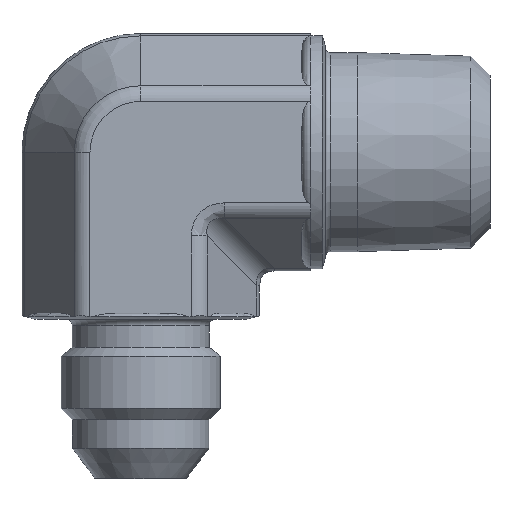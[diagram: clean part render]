
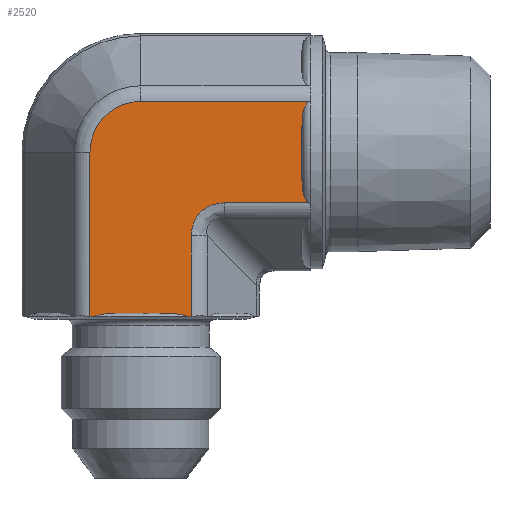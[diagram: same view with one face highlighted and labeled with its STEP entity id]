
A CAD part, left-side view. The second image highlights one B-rep face of the part: STEP entity #2520.
In plain terms, the highlighted planar face has unit normal (-1, 0, 0).
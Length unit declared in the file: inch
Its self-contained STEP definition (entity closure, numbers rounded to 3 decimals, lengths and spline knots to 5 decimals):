
#603=CARTESIAN_POINT('',(-0.365,-0.17725,-0.57375));
#604=VERTEX_POINT('',#603);
#618=CARTESIAN_POINT('',(-0.365,-0.16377,-0.57528));
#619=VERTEX_POINT('',#618);
#620=CARTESIAN_POINT('',(-0.365,-0.16377,-0.57528));
#621=CARTESIAN_POINT('',(-0.365,-0.17046,-0.57454));
#622=CARTESIAN_POINT('',(-0.365,-0.17725,-0.57375));
#630=(BOUNDED_CURVE()B_SPLINE_CURVE(2,(#620,#621,#622),.UNSPECIFIED.,.F.,.U.)B_SPLINE_CURVE_WITH_KNOTS((3,3),(0.32032,0.35412),.UNSPECIFIED.)CURVE()GEOMETRIC_REPRESENTATION_ITEM()RATIONAL_B_SPLINE_CURVE((1.015,1.014,1.014))REPRESENTATION_ITEM(''));
#631=EDGE_CURVE('',#619,#604,#630,.T.);
#633=CARTESIAN_POINT('',(-0.365,0.16377,-0.57528));
#634=VERTEX_POINT('',#633);
#642=CARTESIAN_POINT('',(-0.365,0.17725,-0.57375));
#643=VERTEX_POINT('',#642);
#644=CARTESIAN_POINT('',(-0.365,0.17725,-0.57375));
#645=CARTESIAN_POINT('',(-0.365,0.17046,-0.57454));
#646=CARTESIAN_POINT('',(-0.365,0.16377,-0.57528));
#654=(BOUNDED_CURVE()B_SPLINE_CURVE(2,(#644,#645,#646),.UNSPECIFIED.,.F.,.U.)B_SPLINE_CURVE_WITH_KNOTS((3,3),(0.15473,0.18853),.UNSPECIFIED.)CURVE()GEOMETRIC_REPRESENTATION_ITEM()RATIONAL_B_SPLINE_CURVE((1.014,1.014,1.015))REPRESENTATION_ITEM(''));
#655=EDGE_CURVE('',#643,#634,#654,.T.);
#2196=CARTESIAN_POINT('',(-0.365,-0.58754,-0.17725));
#2197=VERTEX_POINT('',#2196);
#2208=CARTESIAN_POINT('',(-0.365,-0.58754,0.17725));
#2209=VERTEX_POINT('',#2208);
#2219=CARTESIAN_POINT('',(-0.365,-0.563,0.08689));
#2220=VERTEX_POINT('',#2219);
#2221=CARTESIAN_POINT('',(-0.365,-0.563,0.08689));
#2222=CARTESIAN_POINT('',(-0.365,-0.563,0.10487));
#2223=CARTESIAN_POINT('',(-0.365,-0.56392,0.12643));
#2224=CARTESIAN_POINT('',(-0.365,-0.56989,0.15132));
#2225=CARTESIAN_POINT('',(-0.365,-0.57283,0.15999));
#2226=CARTESIAN_POINT('',(-0.365,-0.5791,0.17015));
#2227=CARTESIAN_POINT('',(-0.365,-0.58241,0.17412));
#2228=CARTESIAN_POINT('',(-0.365,-0.58651,0.17669));
#2229=CARTESIAN_POINT('',(-0.365,-0.58701,0.17698));
#2230=CARTESIAN_POINT('',(-0.365,-0.58754,0.17725));
#2231=B_SPLINE_CURVE_WITH_KNOTS('',3,(#2221,#2222,#2223,#2224,#2225,#2226,#2227,#2228,#2229,#2230),.UNSPECIFIED.,.F.,.U.,(4,2,2,2,4),(1.11852,1.25553,1.31363,1.34646,1.35056),.UNSPECIFIED.);
#2232=EDGE_CURVE('',#2220,#2209,#2231,.T.);
#2234=CARTESIAN_POINT('',(-0.365,-0.563,-0.08689));
#2235=VERTEX_POINT('',#2234);
#2243=CARTESIAN_POINT('',(-0.365,-0.58754,-0.17725));
#2244=CARTESIAN_POINT('',(-0.365,-0.58701,-0.17698));
#2245=CARTESIAN_POINT('',(-0.365,-0.58651,-0.17669));
#2246=CARTESIAN_POINT('',(-0.365,-0.58241,-0.17412));
#2247=CARTESIAN_POINT('',(-0.365,-0.5791,-0.17015));
#2248=CARTESIAN_POINT('',(-0.365,-0.57283,-0.15999));
#2249=CARTESIAN_POINT('',(-0.365,-0.56989,-0.15132));
#2250=CARTESIAN_POINT('',(-0.365,-0.56392,-0.12643));
#2251=CARTESIAN_POINT('',(-0.365,-0.563,-0.10487));
#2252=CARTESIAN_POINT('',(-0.365,-0.563,-0.08689));
#2253=B_SPLINE_CURVE_WITH_KNOTS('',3,(#2243,#2244,#2245,#2246,#2247,#2248,#2249,#2250,#2251,#2252),.UNSPECIFIED.,.F.,.U.,(4,2,2,2,4),(0.47254,0.47665,0.50948,0.56757,0.70458),.UNSPECIFIED.);
#2254=EDGE_CURVE('',#2197,#2235,#2253,.T.);
#2319=CARTESIAN_POINT('',(-0.365,-0.563,-0.08689));
#2320=DIRECTION('',(0.0,0.0,1.0));
#2321=VECTOR('',#2320,0.17378);
#2322=LINE('',#2319,#2321);
#2323=EDGE_CURVE('',#2235,#2220,#2322,.T.);
#2415=CARTESIAN_POINT('',(-0.365,-0.29243,-0.17725));
#2416=VERTEX_POINT('',#2415);
#2417=CARTESIAN_POINT('',(-0.365,-0.58754,-0.17725));
#2418=DIRECTION('',(0.0,1.0,0.0));
#2419=VECTOR('',#2418,0.29511);
#2420=LINE('',#2417,#2419);
#2421=EDGE_CURVE('',#2197,#2416,#2420,.T.);
#2441=CARTESIAN_POINT('',(-0.365,-0.21362,-0.5943));
#2442=DIRECTION('',(-1.0,0.0,0.0));
#2443=DIRECTION('',(0.0,0.0,1.0));
#2444=AXIS2_PLACEMENT_3D('',#2441,#2442,#2443);
#2445=PLANE('',#2444);
#2446=ORIENTED_EDGE('',*,*,#631,.T.);
#2447=CARTESIAN_POINT('',(-0.365,-0.17725,-0.29243));
#2448=VERTEX_POINT('',#2447);
#2449=CARTESIAN_POINT('',(-0.365,-0.17725,-0.29243));
#2450=DIRECTION('',(0.0,0.0,-1.0));
#2451=VECTOR('',#2450,0.28132);
#2452=LINE('',#2449,#2451);
#2453=EDGE_CURVE('',#2448,#604,#2452,.T.);
#2454=ORIENTED_EDGE('',*,*,#2453,.F.);
#2455=CARTESIAN_POINT('',(-0.365,-0.33082,-0.33082));
#2456=DIRECTION('',(-1.,0.0,0.0));
#2457=DIRECTION('',(0.0,0.707,0.707));
#2458=AXIS2_PLACEMENT_3D('',#2455,#2456,#2457);
#2459=ELLIPSE('',#2458,0.1717,0.133);
#2460=EDGE_CURVE('',#2416,#2448,#2459,.T.);
#2461=ORIENTED_EDGE('',*,*,#2460,.F.);
#2462=ORIENTED_EDGE('',*,*,#2421,.F.);
#2463=ORIENTED_EDGE('',*,*,#2254,.T.);
#2464=ORIENTED_EDGE('',*,*,#2323,.T.);
#2465=ORIENTED_EDGE('',*,*,#2232,.T.);
#2466=CARTESIAN_POINT('',(-0.365,0.,0.17725));
#2467=VERTEX_POINT('',#2466);
#2468=CARTESIAN_POINT('',(-0.365,0.,0.17725));
#2469=DIRECTION('',(0.0,-1.0,0.0));
#2470=VECTOR('',#2469,0.58754);
#2471=LINE('',#2468,#2470);
#2472=EDGE_CURVE('',#2467,#2209,#2471,.T.);
#2473=ORIENTED_EDGE('',*,*,#2472,.F.);
#2474=CARTESIAN_POINT('',(-0.365,0.17725,0.0));
#2475=VERTEX_POINT('',#2474);
#2476=CARTESIAN_POINT('',(-0.365,0.,0.));
#2477=DIRECTION('',(1.,0.0,0.0));
#2478=DIRECTION('',(0.0,0.707,0.707));
#2479=AXIS2_PLACEMENT_3D('',#2476,#2477,#2478);
#2480=CIRCLE('',#2479,0.17725);
#2481=EDGE_CURVE('',#2475,#2467,#2480,.T.);
#2482=ORIENTED_EDGE('',*,*,#2481,.F.);
#2483=CARTESIAN_POINT('',(-0.365,0.17725,-0.57375));
#2484=DIRECTION('',(0.0,0.0,1.0));
#2485=VECTOR('',#2484,0.57375);
#2486=LINE('',#2483,#2485);
#2487=EDGE_CURVE('',#643,#2475,#2486,.T.);
#2488=ORIENTED_EDGE('',*,*,#2487,.F.);
#2489=ORIENTED_EDGE('',*,*,#655,.T.);
#2490=CARTESIAN_POINT('',(-0.365,0.08689,-0.563));
#2491=VERTEX_POINT('',#2490);
#2492=CARTESIAN_POINT('',(-0.365,0.16377,-0.57528));
#2493=CARTESIAN_POINT('',(-0.365,0.15771,-0.57204));
#2494=CARTESIAN_POINT('',(-0.365,0.15033,-0.56966));
#2495=CARTESIAN_POINT('',(-0.365,0.12643,-0.56392));
#2496=CARTESIAN_POINT('',(-0.365,0.10487,-0.563));
#2497=CARTESIAN_POINT('',(-0.365,0.08689,-0.563));
#2498=B_SPLINE_CURVE_WITH_KNOTS('',3,(#2492,#2493,#2494,#2495,#2496,#2497),.UNSPECIFIED.,.F.,.U.,(4,2,4),(-0.3943,-0.34398,-0.20697),.UNSPECIFIED.);
#2499=EDGE_CURVE('',#634,#2491,#2498,.T.);
#2500=ORIENTED_EDGE('',*,*,#2499,.T.);
#2501=CARTESIAN_POINT('',(-0.365,-0.08689,-0.563));
#2502=VERTEX_POINT('',#2501);
#2503=CARTESIAN_POINT('',(-0.365,0.08689,-0.563));
#2504=DIRECTION('',(0.0,-1.0,0.0));
#2505=VECTOR('',#2504,0.17378);
#2506=LINE('',#2503,#2505);
#2507=EDGE_CURVE('',#2491,#2502,#2506,.T.);
#2508=ORIENTED_EDGE('',*,*,#2507,.T.);
#2509=CARTESIAN_POINT('',(-0.365,-0.08689,-0.563));
#2510=CARTESIAN_POINT('',(-0.365,-0.10487,-0.563));
#2511=CARTESIAN_POINT('',(-0.365,-0.12643,-0.56392));
#2512=CARTESIAN_POINT('',(-0.365,-0.15033,-0.56966));
#2513=CARTESIAN_POINT('',(-0.365,-0.15771,-0.57204));
#2514=CARTESIAN_POINT('',(-0.365,-0.16377,-0.57528));
#2515=B_SPLINE_CURVE_WITH_KNOTS('',3,(#2509,#2510,#2511,#2512,#2513,#2514),.UNSPECIFIED.,.F.,.U.,(4,2,4),(0.20697,0.34398,0.3943),.UNSPECIFIED.);
#2516=EDGE_CURVE('',#2502,#619,#2515,.T.);
#2517=ORIENTED_EDGE('',*,*,#2516,.T.);
#2518=EDGE_LOOP('',(#2446,#2454,#2461,#2462,#2463,#2464,#2465,#2473,#2482,#2488,#2489,#2500,#2508,#2517));
#2519=FACE_OUTER_BOUND('',#2518,.T.);
#2520=ADVANCED_FACE('',(#2519),#2445,.T.);
